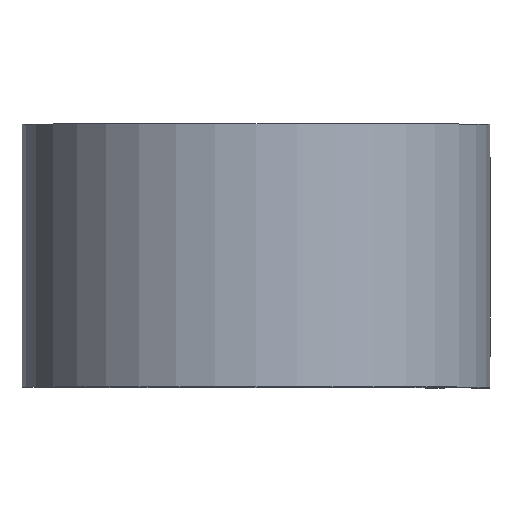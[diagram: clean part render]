
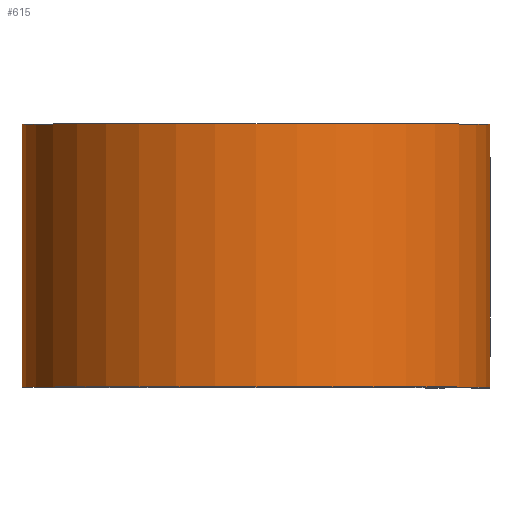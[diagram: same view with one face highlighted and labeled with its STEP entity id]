
A CAD part, top view. The second image highlights one B-rep face of the part: STEP entity #615.
In plain terms, the highlighted cylindrical face has radius 19.774 mm (diameter 39.548 mm), a partial arc.
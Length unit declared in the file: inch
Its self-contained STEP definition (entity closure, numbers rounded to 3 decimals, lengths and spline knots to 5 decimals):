
#15 = CARTESIAN_POINT ( 'NONE',  ( 0.7785, 0.4375, 0. ) ) ;
#56 = EDGE_CURVE ( 'NONE', #496, #238, #128, .T. ) ;
#60 = ORIENTED_EDGE ( 'NONE', *, *, #247, .F. ) ;
#98 = CYLINDRICAL_SURFACE ( 'NONE', #107, 0.7785 ) ;
#102 = VECTOR ( 'NONE', #387, 39.37008 ) ;
#107 = AXIS2_PLACEMENT_3D ( 'NONE', #425, #599, #481 ) ;
#128 = LINE ( 'NONE', #384, #102 ) ;
#144 = FACE_OUTER_BOUND ( 'NONE', #422, .T. ) ;
#152 = CIRCLE ( 'NONE', #554, 0.7785 ) ;
#179 = CARTESIAN_POINT ( 'NONE',  ( 0., -0.4375, 0. ) ) ;
#194 = ORIENTED_EDGE ( 'NONE', *, *, #300, .F. ) ;
#199 = ORIENTED_EDGE ( 'NONE', *, *, #585, .T. ) ;
#224 = DIRECTION ( 'NONE',  ( 1., 0., 0. ) ) ;
#238 = VERTEX_POINT ( 'NONE', #542 ) ;
#247 = EDGE_CURVE ( 'NONE', #496, #569, #441, .T. ) ;
#272 = ORIENTED_EDGE ( 'NONE', *, *, #56, .T. ) ;
#300 = EDGE_CURVE ( 'NONE', #569, #418, #385, .T. ) ;
#357 = DIRECTION ( 'NONE',  ( 1., 0., 0. ) ) ;
#359 = DIRECTION ( 'NONE',  ( 0., 1., 0. ) ) ;
#365 = CARTESIAN_POINT ( 'NONE',  ( 0., 0.4375, 0. ) ) ;
#370 = CARTESIAN_POINT ( 'NONE',  ( 0.7785, -0.4375, 0. ) ) ;
#384 = CARTESIAN_POINT ( 'NONE',  ( 0., 0.4375, -0.7785 ) ) ;
#385 = LINE ( 'NONE', #15, #395 ) ;
#387 = DIRECTION ( 'NONE',  ( 0., -1., 0. ) ) ;
#395 = VECTOR ( 'NONE', #549, 39.37008 ) ;
#418 = VERTEX_POINT ( 'NONE', #370 ) ;
#422 = EDGE_LOOP ( 'NONE', ( #199, #194, #60, #272 ) ) ;
#425 = CARTESIAN_POINT ( 'NONE',  ( 0., 0.4375, 0. ) ) ;
#441 = CIRCLE ( 'NONE', #515, 0.7785 ) ;
#481 = DIRECTION ( 'NONE',  ( 0., 0., -1. ) ) ;
#496 = VERTEX_POINT ( 'NONE', #608 ) ;
#515 = AXIS2_PLACEMENT_3D ( 'NONE', #365, #359, #357 ) ;
#526 = DIRECTION ( 'NONE',  ( 0., 1., 0. ) ) ;
#542 = CARTESIAN_POINT ( 'NONE',  ( 0., -0.4375, -0.7785 ) ) ;
#549 = DIRECTION ( 'NONE',  ( 0., -1., 0. ) ) ;
#554 = AXIS2_PLACEMENT_3D ( 'NONE', #179, #526, #224 ) ;
#569 = VERTEX_POINT ( 'NONE', #625 ) ;
#585 = EDGE_CURVE ( 'NONE', #238, #418, #152, .T. ) ;
#599 = DIRECTION ( 'NONE',  ( 0., -1., 0. ) ) ;
#608 = CARTESIAN_POINT ( 'NONE',  ( 0., 0.4375, -0.7785 ) ) ;
#615 = ADVANCED_FACE ( 'NONE', ( #144 ), #98, .T. ) ;
#625 = CARTESIAN_POINT ( 'NONE',  ( 0.7785, 0.4375, 0. ) ) ;
